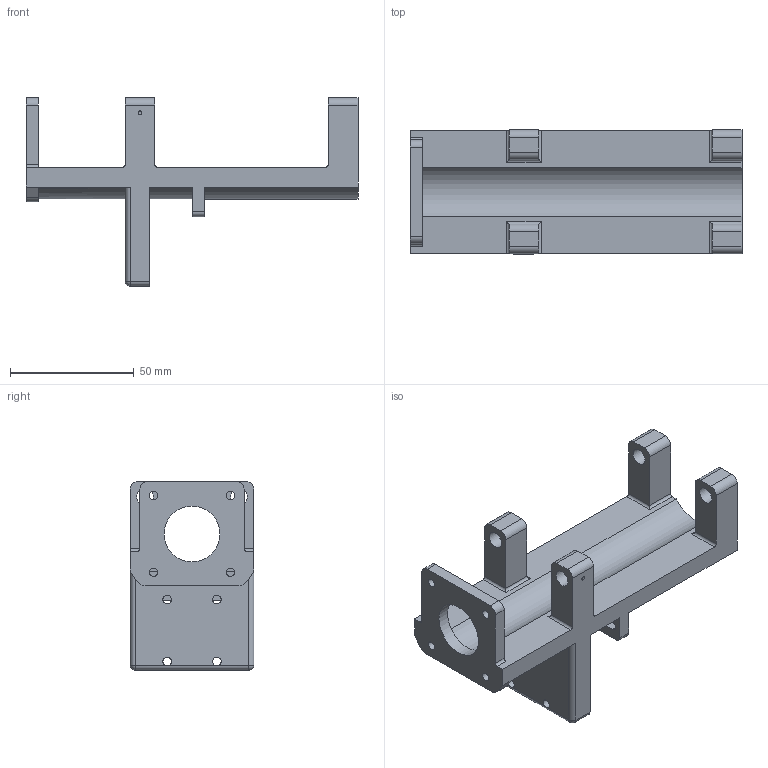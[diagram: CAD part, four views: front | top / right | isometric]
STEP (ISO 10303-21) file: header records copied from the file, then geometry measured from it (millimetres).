
FILE_DESCRIPTION(/* description */ ('','CAx-IF Rec.Pracs.---Representation and Presentation of Product Manufacturing Information (PMI)---4.0---2014-10-13'),/* implementation_level */ '2;1');
FILE_NAME(/* name */ 'BeltTightenerSupportCart.step',/* time_stamp */ '2025-06-06T14:24:08-06:00',/* author */ (''),/* organization */ (''),/* preprocessor_version */ 'ST-DEVELOPER v20',/* originating_system */ 'Autodesk Translation Framework v13.20.0.188',/* authorisation */ '');
FILE_SCHEMA (('AP242_MANAGED_MODEL_BASED_3D_ENGINEERING_MIM_LF { 1 0 10303 442 1 1 4 }'));
Length unit declared in the file: millimetre
Products named in the file (1): BeltTightenerSupportCart
Bounding box: 134 x 50 x 76 mm (x, y, z)
Volume: 96072.9 mm3; surface area: 32113.6 mm2
Topology: 1 solids, 1 shells, 104 faces, 302 edges, 197 vertices
Faces by surface type: cylinder 56, plane 46, sphere 2
Full cylindrical faces by diameter (mm): 1.5 x2, 3.4 x4, 3.5 x4, 6.8 x4, 22.5 x1
Entity records: 3624 total; most frequent: CARTESIAN_POINT 691, DIRECTION 613, ORIENTED_EDGE 604, EDGE_CURVE 302, AXIS2_PLACEMENT_3D 213, VERTEX_POINT 197, LINE 187, VECTOR 187
